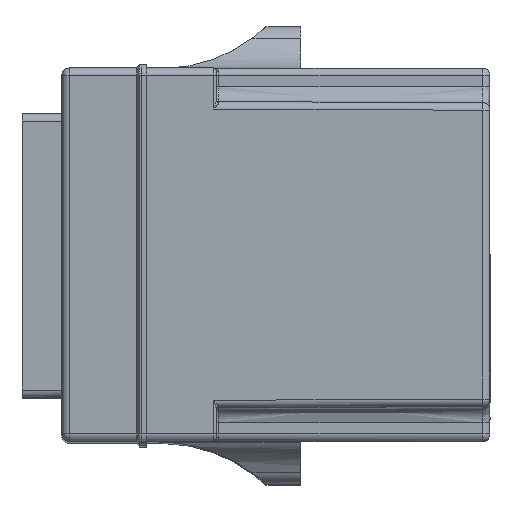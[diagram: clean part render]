
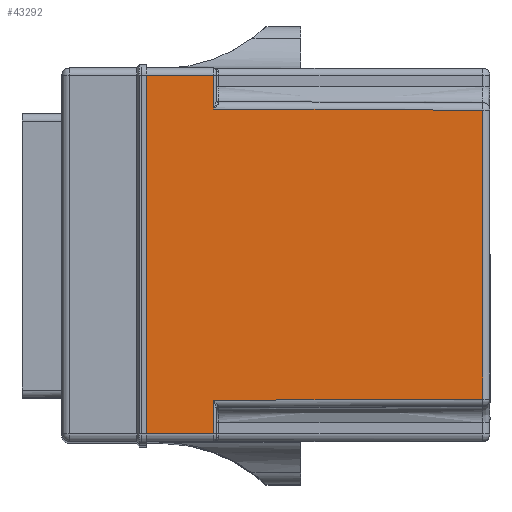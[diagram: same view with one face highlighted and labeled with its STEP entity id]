
A CAD part, top view. The second image highlights one B-rep face of the part: STEP entity #43292.
In plain terms, the highlighted planar face has unit normal (0, 0, 1).
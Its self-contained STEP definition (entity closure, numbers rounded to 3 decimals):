
#745=PLANE('',#45883);
#2568=FACE_OUTER_BOUND('',#4937,.T.);
#4937=EDGE_LOOP('',(#29215,#29216,#29217,#29218,#29219,#29220,#29221,#29222));
#9007=LINE('',#63096,#13637);
#9012=LINE('',#63129,#13642);
#9013=LINE('',#63149,#13643);
#9015=LINE('',#63166,#13645);
#9021=LINE('',#63387,#13651);
#9026=LINE('',#63610,#13656);
#9029=LINE('',#63651,#13659);
#9030=LINE('',#63652,#13660);
#13637=VECTOR('',#49891,29.);
#13642=VECTOR('',#49908,13.495);
#13643=VECTOR('',#49923,29.);
#13645=VECTOR('',#49927,13.495);
#13651=VECTOR('',#49965,108.001);
#13656=VECTOR('',#49996,108.001);
#13659=VECTOR('',#50003,144.);
#13660=VECTOR('',#50004,116.027);
#18468=VERTEX_POINT('',#63088);
#18470=VERTEX_POINT('',#63094);
#18478=VERTEX_POINT('',#63128);
#18481=VERTEX_POINT('',#63143);
#18482=VERTEX_POINT('',#63147);
#18484=VERTEX_POINT('',#63153);
#18497=VERTEX_POINT('',#63386);
#18506=VERTEX_POINT('',#63608);
#22662=EDGE_CURVE('',#18470,#18468,#9007,.T.);
#22672=EDGE_CURVE('',#18468,#18478,#9012,.T.);
#22679=EDGE_CURVE('',#18481,#18482,#9013,.T.);
#22682=EDGE_CURVE('',#18484,#18481,#9015,.T.);
#22704=EDGE_CURVE('',#18497,#18478,#9021,.T.);
#22722=EDGE_CURVE('',#18484,#18506,#9026,.T.);
#22727=EDGE_CURVE('',#18482,#18470,#9029,.T.);
#22728=EDGE_CURVE('',#18497,#18506,#9030,.T.);
#29215=ORIENTED_EDGE('',*,*,#22662,.F.);
#29216=ORIENTED_EDGE('',*,*,#22727,.F.);
#29217=ORIENTED_EDGE('',*,*,#22679,.F.);
#29218=ORIENTED_EDGE('',*,*,#22682,.F.);
#29219=ORIENTED_EDGE('',*,*,#22722,.T.);
#29220=ORIENTED_EDGE('',*,*,#22728,.F.);
#29221=ORIENTED_EDGE('',*,*,#22704,.T.);
#29222=ORIENTED_EDGE('',*,*,#22672,.F.);
#43292=ADVANCED_FACE('',(#2568),#745,.T.);
#45883=AXIS2_PLACEMENT_3D('',#63650,#50001,#50002);
#49891=DIRECTION('',(1.,0.,0.));
#49908=DIRECTION('',(0.,-1.,0.));
#49923=DIRECTION('',(-1.,0.,0.));
#49927=DIRECTION('',(0.,-1.,0.));
#49965=DIRECTION('',(-1.,0.005,0.));
#49996=DIRECTION('',(1.,0.005,0.));
#50001=DIRECTION('center_axis',(0.,0.,
1.));
#50002=DIRECTION('ref_axis',(0.,1.,0.));
#50003=DIRECTION('',(0.,1.,0.));
#50004=DIRECTION('',(0.,-1.,0.));
#63088=CARTESIAN_POINT('',(-167.037,176.566,368.574));
#63094=CARTESIAN_POINT('',(-196.037,176.566,368.574));
#63096=CARTESIAN_POINT('',(-137.037,176.566,368.574));
#63128=CARTESIAN_POINT('',(-167.037,163.07,368.574));
#63129=CARTESIAN_POINT('',(-167.037,101.392,368.574));
#63143=CARTESIAN_POINT('',(-167.037,32.566,368.574));
#63147=CARTESIAN_POINT('',(-196.037,32.566,368.574));
#63149=CARTESIAN_POINT('',(-109.87,32.566,368.574));
#63153=CARTESIAN_POINT('',(-167.037,46.061,368.574));
#63166=CARTESIAN_POINT('',(-167.037,32.74,368.574));
#63386=CARTESIAN_POINT('',(-59.037,162.58,368.574));
#63387=CARTESIAN_POINT('',(-66.741,162.615,368.574));
#63608=CARTESIAN_POINT('',(-59.037,46.552,368.574));
#63610=CARTESIAN_POINT('',(-67.082,46.516,368.574));
#63650=CARTESIAN_POINT('Origin',(-78.037,29.566,368.574));
#63651=CARTESIAN_POINT('',(-196.037,104.566,368.574));
#63652=CARTESIAN_POINT('',(-59.037,29.566,368.574));
